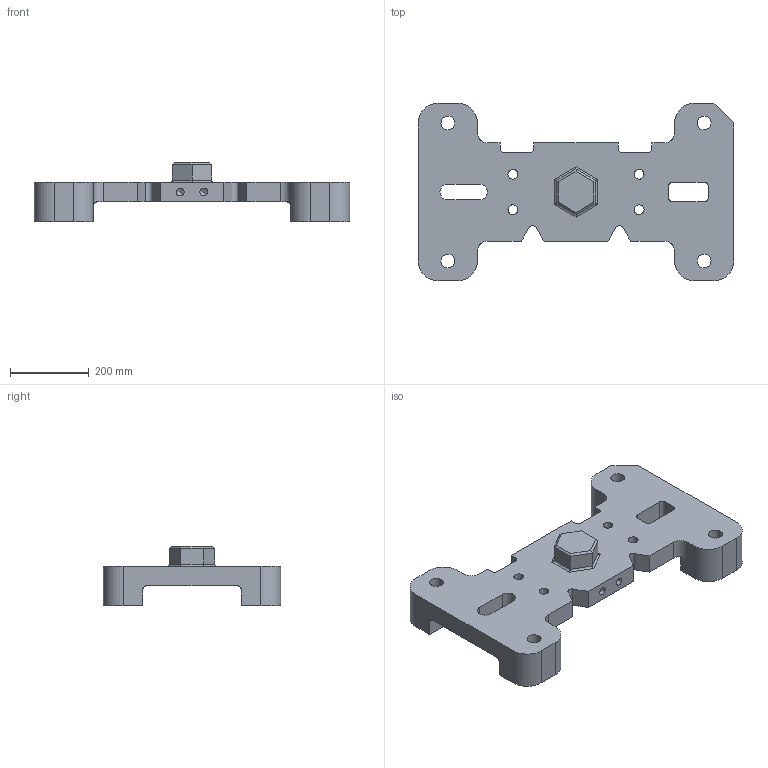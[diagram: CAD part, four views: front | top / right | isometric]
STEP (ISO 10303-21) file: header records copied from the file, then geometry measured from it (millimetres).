
FILE_DESCRIPTION(('CATIA V5 STEP','CAx-IF Rec.Pracs.--- Model Styling and Organization---1.5--- 2016-08-15','CAx-IF Rec.Pracs.---Supplemental Geometry---1.0---2011-11-01','CAx-IF Rec.Pracs.---Representation and Presentation of Product Manufacturing Information (PMI)---4.0---2014-10-13','CAx-IF Rec.Pracs.---User Defined Attributes---1.5---2016-08-15','CAx-IF Rec.Pracs.--- Geometric and Assembly Validation Properties ---4.4---2016-08-17','CAx-IF Rec.Pracs.---Tessellated 3D Geometry---1.0---2015-12-17'),'2;1');
FILE_NAME('nist_ctc_01_asme1_ct5210_rd - V5R29.stp','2020-12-07T17:04:30+00:00',('Robert Lipman'),('NIST'),'CATIA Version 5-6 Release 2020 SP3','CATIA V5 STEP AP242 v2','none');
FILE_SCHEMA(('AP242_MANAGED_MODEL_BASED_3D_ENGINEERING_MIM_LF {1 0 10303 442 2 1 4}'));
Length unit declared in the file: millimetre
Products named in the file (1): NIST Test Case 1 CATIA V5R29 RC
Bounding box: 800 x 450 x 150 mm (x, y, z)
Volume: 14644823 mm3; surface area: 807080.8 mm2
Topology: 1 solids, 1 shells, 117 faces, 322 edges, 206 vertices
Faces by surface type: cylinder 57, plane 56, cone 4
Entity records: 5442 total; most frequent: CARTESIAN_POINT 966, ORIENTED_EDGE 636, DIRECTION 584, EDGE_CURVE 318, AXIS2_PLACEMENT_3D 234, COORDINATES_LIST 213, VECTOR 208, LINE 208
